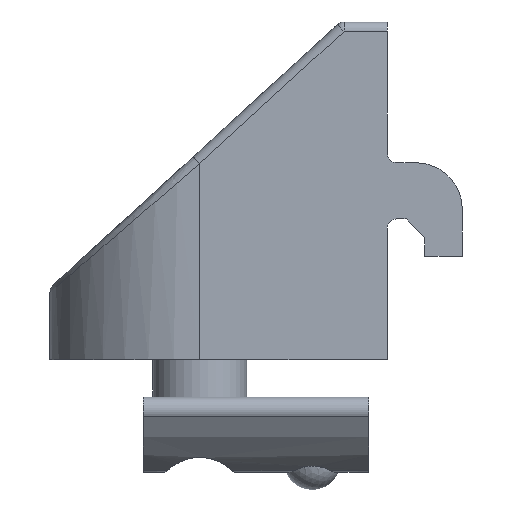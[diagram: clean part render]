
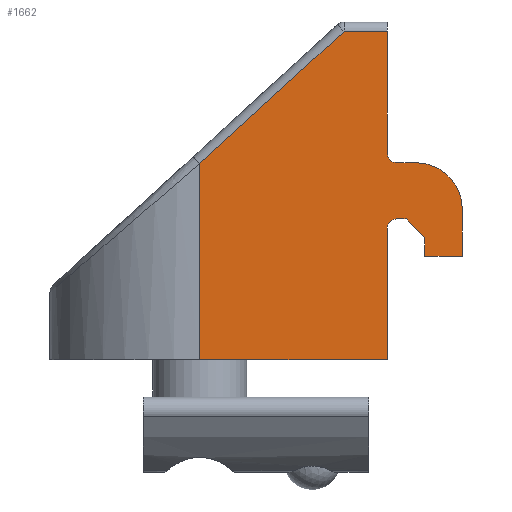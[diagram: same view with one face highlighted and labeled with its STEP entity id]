
A CAD part, left-side view. The second image highlights one B-rep face of the part: STEP entity #1662.
In plain terms, the highlighted planar face has unit normal (-1, 0, 0).
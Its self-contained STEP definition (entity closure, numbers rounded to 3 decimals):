
#111=LINE('',#4098,#220);
#122=LINE('',#4508,#231);
#138=LINE('',#4601,#247);
#151=LINE('',#4637,#260);
#153=LINE('',#4644,#262);
#156=LINE('',#4652,#265);
#159=LINE('',#4657,#268);
#161=LINE('',#4661,#270);
#162=LINE('',#4663,#271);
#163=LINE('',#4666,#272);
#167=LINE('',#4679,#276);
#168=LINE('',#4680,#277);
#220=VECTOR('',#2000,10.);
#231=VECTOR('',#2051,10.);
#247=VECTOR('',#2091,10.);
#260=VECTOR('',#2132,10.);
#262=VECTOR('',#2140,10.);
#265=VECTOR('',#2149,10.);
#268=VECTOR('',#2154,10.);
#270=VECTOR('',#2158,10.);
#271=VECTOR('',#2161,10.);
#272=VECTOR('',#2164,10.);
#276=VECTOR('',#2180,10.);
#277=VECTOR('',#2181,10.);
#340=PLANE('',#1853);
#411=FACE_OUTER_BOUND('',#508,.T.);
#508=EDGE_LOOP('',(#1346,#1347,#1348,#1349,#1350,#1351,#1352,#1353,#1354,
#1355,#1356,#1357,#1358,#1359,#1360));
#590=CIRCLE('',#1836,0.5);
#591=CIRCLE('',#1839,0.5);
#592=CIRCLE('',#1842,2.5);
#715=VERTEX_POINT('',#4087);
#718=VERTEX_POINT('',#4094);
#733=VERTEX_POINT('',#4506);
#748=VERTEX_POINT('',#4600);
#755=VERTEX_POINT('',#4629);
#756=VERTEX_POINT('',#4631);
#757=VERTEX_POINT('',#4635);
#758=VERTEX_POINT('',#4639);
#759=VERTEX_POINT('',#4643);
#760=VERTEX_POINT('',#4647);
#761=VERTEX_POINT('',#4651);
#762=VERTEX_POINT('',#4655);
#763=VERTEX_POINT('',#4659);
#764=VERTEX_POINT('',#4665);
#767=VERTEX_POINT('',#4678);
#891=EDGE_CURVE('',#715,#718,#111,.T.);
#919=EDGE_CURVE('',#733,#715,#122,.T.);
#942=EDGE_CURVE('',#748,#718,#138,.T.);
#957=EDGE_CURVE('',#755,#756,#590,.T.);
#960=EDGE_CURVE('',#757,#755,#151,.T.);
#961=EDGE_CURVE('',#748,#758,#591,.T.);
#963=EDGE_CURVE('',#758,#759,#153,.T.);
#965=EDGE_CURVE('',#759,#760,#592,.T.);
#967=EDGE_CURVE('',#760,#761,#156,.T.);
#970=EDGE_CURVE('',#762,#757,#159,.T.);
#972=EDGE_CURVE('',#763,#762,#161,.T.);
#973=EDGE_CURVE('',#761,#763,#162,.T.);
#974=EDGE_CURVE('',#764,#756,#163,.T.);
#980=EDGE_CURVE('',#767,#733,#167,.T.);
#981=EDGE_CURVE('',#764,#767,#168,.T.);
#1346=ORIENTED_EDGE('',*,*,#919,.F.);
#1347=ORIENTED_EDGE('',*,*,#980,.F.);
#1348=ORIENTED_EDGE('',*,*,#981,.F.);
#1349=ORIENTED_EDGE('',*,*,#974,.T.);
#1350=ORIENTED_EDGE('',*,*,#957,.F.);
#1351=ORIENTED_EDGE('',*,*,#960,.F.);
#1352=ORIENTED_EDGE('',*,*,#970,.F.);
#1353=ORIENTED_EDGE('',*,*,#972,.F.);
#1354=ORIENTED_EDGE('',*,*,#973,.F.);
#1355=ORIENTED_EDGE('',*,*,#967,.F.);
#1356=ORIENTED_EDGE('',*,*,#965,.F.);
#1357=ORIENTED_EDGE('',*,*,#963,.F.);
#1358=ORIENTED_EDGE('',*,*,#961,.F.);
#1359=ORIENTED_EDGE('',*,*,#942,.T.);
#1360=ORIENTED_EDGE('',*,*,#891,.F.);
#1662=ADVANCED_FACE('',(#411),#340,.T.);
#1836=AXIS2_PLACEMENT_3D('',#4632,#2126,#2127);
#1839=AXIS2_PLACEMENT_3D('',#4640,#2135,#2136);
#1842=AXIS2_PLACEMENT_3D('',#4648,#2144,#2145);
#1853=AXIS2_PLACEMENT_3D('',#4677,#2178,#2179);
#2000=DIRECTION('',(0.,-1.,0.));
#2051=DIRECTION('',(0.,-0.737,0.676));
#2091=DIRECTION('',(0.,0.,1.));
#2126=DIRECTION('center_axis',(-1.,0.,0.));
#2127=DIRECTION('ref_axis',(0.,0.707,0.707));
#2132=DIRECTION('',(0.,1.,0.));
#2135=DIRECTION('center_axis',(-1.,0.,0.));
#2136=DIRECTION('ref_axis',(0.,0.707,-0.707));
#2140=DIRECTION('',(0.,-1.,0.));
#2144=DIRECTION('center_axis',(1.,0.,0.));
#2145=DIRECTION('ref_axis',(0.,-0.707,0.707));
#2149=DIRECTION('',(0.,0.,-1.));
#2154=DIRECTION('',(0.,0.707,0.707));
#2158=DIRECTION('',(0.,0.,1.));
#2161=DIRECTION('',(0.,1.,0.));
#2164=DIRECTION('',(0.,0.,1.));
#2178=DIRECTION('center_axis',(-1.,0.,0.));
#2179=DIRECTION('ref_axis',(0.,-1.,0.));
#2180=DIRECTION('',(0.,0.,1.));
#2181=DIRECTION('',(0.,1.,0.));
#4087=CARTESIAN_POINT('',(-8.,-7.694,17.5));
#4094=CARTESIAN_POINT('',(-8.,-10.,17.5));
#4098=CARTESIAN_POINT('',(-8.,-1.495,17.5));
#4506=CARTESIAN_POINT('',(-8.,0.,10.451));
#4508=CARTESIAN_POINT('',(-8.,6.434,4.557));
#4600=CARTESIAN_POINT('',(-8.,-10.,11.));
#4601=CARTESIAN_POINT('',(-8.,-10.,0.));
#4629=CARTESIAN_POINT('',(-8.,-10.5,7.5));
#4631=CARTESIAN_POINT('',(-8.,-10.,7.));
#4632=CARTESIAN_POINT('Origin',(-8.,-10.5,7.));
#4635=CARTESIAN_POINT('',(-8.,-11.,7.5));
#4637=CARTESIAN_POINT('',(-8.,-11.,7.5));
#4639=CARTESIAN_POINT('',(-8.,-10.5,10.5));
#4640=CARTESIAN_POINT('Origin',(-8.,-10.5,11.));
#4643=CARTESIAN_POINT('',(-8.,-11.5,10.5));
#4644=CARTESIAN_POINT('',(-8.,-13.,10.5));
#4647=CARTESIAN_POINT('',(-8.,-14.,8.));
#4648=CARTESIAN_POINT('Origin',(-8.,-11.5,8.));
#4651=CARTESIAN_POINT('',(-8.,-14.,5.5));
#4652=CARTESIAN_POINT('',(-8.,-14.,6.75));
#4655=CARTESIAN_POINT('',(-8.,-12.,6.5));
#4657=CARTESIAN_POINT('',(-8.,-10.375,8.125));
#4659=CARTESIAN_POINT('',(-8.,-12.,5.5));
#4661=CARTESIAN_POINT('',(-8.,-12.,7.75));
#4663=CARTESIAN_POINT('',(-8.,-12.,5.5));
#4665=CARTESIAN_POINT('',(-8.,-10.,0.));
#4666=CARTESIAN_POINT('',(-8.,-10.,0.));
#4677=CARTESIAN_POINT('Origin',(-8.,0.,0.));
#4678=CARTESIAN_POINT('',(-8.,0.,0.));
#4679=CARTESIAN_POINT('',(-8.,0.,0.));
#4680=CARTESIAN_POINT('',(-8.,-10.,0.));
